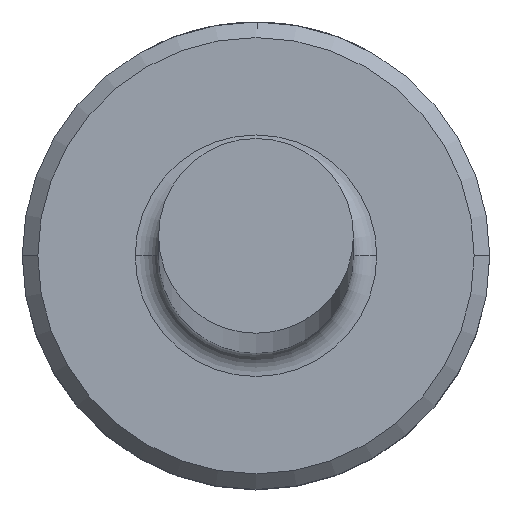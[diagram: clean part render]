
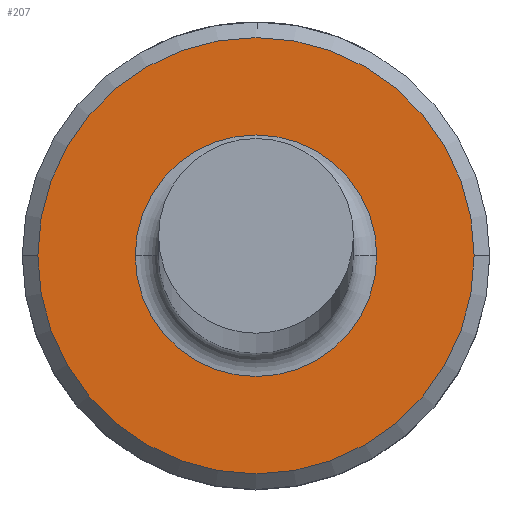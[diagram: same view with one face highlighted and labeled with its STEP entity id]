
A CAD part, top view. The second image highlights one B-rep face of the part: STEP entity #207.
In plain terms, the highlighted planar face has unit normal (0, 0, 1).
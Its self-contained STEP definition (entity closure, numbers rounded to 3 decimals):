
#26 = FACE_BOUND ( 'NONE', #1038, .T. ) ;
#144 = FACE_OUTER_BOUND ( 'NONE', #203, .T. ) ;
#145 = CARTESIAN_POINT ( 'NONE',  ( 0., 0., 4. ) ) ;
#151 = CARTESIAN_POINT ( 'NONE',  ( -1.55, 0., 4. ) ) ;
#183 = AXIS2_PLACEMENT_3D ( 'NONE', #145, #789, #233 ) ;
#203 = EDGE_LOOP ( 'NONE', ( #739, #272 ) ) ;
#207 = ADVANCED_FACE ( 'NONE', ( #144, #26 ), #385, .T. ) ;
#209 = CIRCLE ( 'NONE', #1105, 1.55 ) ;
#233 = DIRECTION ( 'NONE',  ( 1., 0., 0. ) ) ;
#272 = ORIENTED_EDGE ( 'NONE', *, *, #766, .T. ) ;
#351 = EDGE_CURVE ( 'NONE', #974, #904, #849, .T. ) ;
#362 = DIRECTION ( 'NONE',  ( 0., 0., -1. ) ) ;
#385 = PLANE ( 'NONE',  #508 ) ;
#409 = CARTESIAN_POINT ( 'NONE',  ( 1.55, 0., 4. ) ) ;
#410 = CARTESIAN_POINT ( 'NONE',  ( 0., 0., 4. ) ) ;
#454 = CARTESIAN_POINT ( 'NONE',  ( 0., 0., 4. ) ) ;
#488 = DIRECTION ( 'NONE',  ( 1., 0., 0. ) ) ;
#493 = VERTEX_POINT ( 'NONE', #806 ) ;
#508 = AXIS2_PLACEMENT_3D ( 'NONE', #410, #698, #488 ) ;
#548 = DIRECTION ( 'NONE',  ( 1., 0., 0. ) ) ;
#690 = CIRCLE ( 'NONE', #876, 2.8 ) ;
#696 = VERTEX_POINT ( 'NONE', #858 ) ;
#698 = DIRECTION ( 'NONE',  ( 0., 0., 1. ) ) ;
#734 = CIRCLE ( 'NONE', #183, 2.8 ) ;
#739 = ORIENTED_EDGE ( 'NONE', *, *, #1089, .T. ) ;
#766 = EDGE_CURVE ( 'NONE', #696, #493, #734, .T. ) ;
#789 = DIRECTION ( 'NONE',  ( 0., 0., 1. ) ) ;
#806 = CARTESIAN_POINT ( 'NONE',  ( -2.8, 0., 4. ) ) ;
#815 = AXIS2_PLACEMENT_3D ( 'NONE', #1169, #1088, #1084 ) ;
#839 = ORIENTED_EDGE ( 'NONE', *, *, #1095, .T. ) ;
#849 = CIRCLE ( 'NONE', #815, 1.55 ) ;
#858 = CARTESIAN_POINT ( 'NONE',  ( 2.8, 0., 4. ) ) ;
#876 = AXIS2_PLACEMENT_3D ( 'NONE', #454, #1071, #548 ) ;
#898 = CARTESIAN_POINT ( 'NONE',  ( 0., 0., 4. ) ) ;
#904 = VERTEX_POINT ( 'NONE', #409 ) ;
#974 = VERTEX_POINT ( 'NONE', #151 ) ;
#989 = DIRECTION ( 'NONE',  ( -1., 0., 0. ) ) ;
#1038 = EDGE_LOOP ( 'NONE', ( #1167, #839 ) ) ;
#1071 = DIRECTION ( 'NONE',  ( 0., 0., 1. ) ) ;
#1084 = DIRECTION ( 'NONE',  ( -1., 0., 0. ) ) ;
#1088 = DIRECTION ( 'NONE',  ( 0., 0., -1. ) ) ;
#1089 = EDGE_CURVE ( 'NONE', #493, #696, #690, .T. ) ;
#1095 = EDGE_CURVE ( 'NONE', #904, #974, #209, .T. ) ;
#1105 = AXIS2_PLACEMENT_3D ( 'NONE', #898, #362, #989 ) ;
#1167 = ORIENTED_EDGE ( 'NONE', *, *, #351, .T. ) ;
#1169 = CARTESIAN_POINT ( 'NONE',  ( 0., 0., 4. ) ) ;
